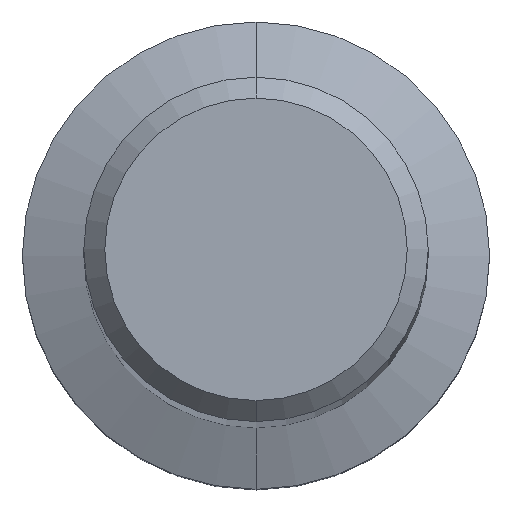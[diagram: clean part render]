
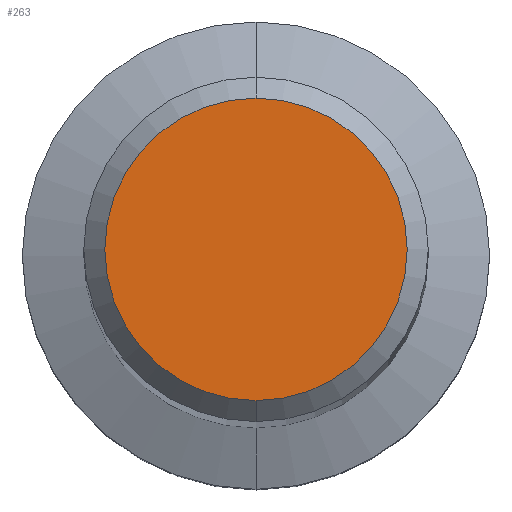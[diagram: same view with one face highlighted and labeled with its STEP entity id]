
A CAD part, top view. The second image highlights one B-rep face of the part: STEP entity #263.
In plain terms, the highlighted planar face has unit normal (0, 0, 1).
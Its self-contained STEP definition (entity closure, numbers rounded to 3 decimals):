
#149=VERTEX_POINT('',#350);
#191=EDGE_CURVE('',#235,#149,#400,.T.);
#219=EDGE_CURVE('',#149,#235,#433,.T.);
#235=VERTEX_POINT('',#451);
#263=ADVANCED_FACE('',(#479),#480,.T.);
#350=CARTESIAN_POINT('',(0.0,3.6,0.0));
#400=CIRCLE('',#635,3.6);
#433=CIRCLE('',#678,3.6);
#451=CARTESIAN_POINT('',(0.,-3.6,0.0));
#479=FACE_OUTER_BOUND('',#738,.T.);
#480=PLANE('',#739);
#635=AXIS2_PLACEMENT_3D('',#894,#895,#896);
#678=AXIS2_PLACEMENT_3D('',#947,#948,#949);
#738=EDGE_LOOP('',(#993,#994));
#739=AXIS2_PLACEMENT_3D('',#995,#996,#997);
#894=CARTESIAN_POINT('',(0.0,0.0,0.0));
#895=DIRECTION('',(0.0,0.0,-1.0));
#896=DIRECTION('',(0.0,1.0,0.0));
#947=CARTESIAN_POINT('',(0.0,0.0,0.0));
#948=DIRECTION('',(0.0,0.0,-1.0));
#949=DIRECTION('',(0.0,1.0,0.0));
#993=ORIENTED_EDGE('',*,*,#219,.F.);
#994=ORIENTED_EDGE('',*,*,#191,.F.);
#995=CARTESIAN_POINT('',(0.0,1.8,0.0));
#996=DIRECTION('',(-0.0,0.0,1.0));
#997=DIRECTION('',(0.0,-1.0,0.0));
